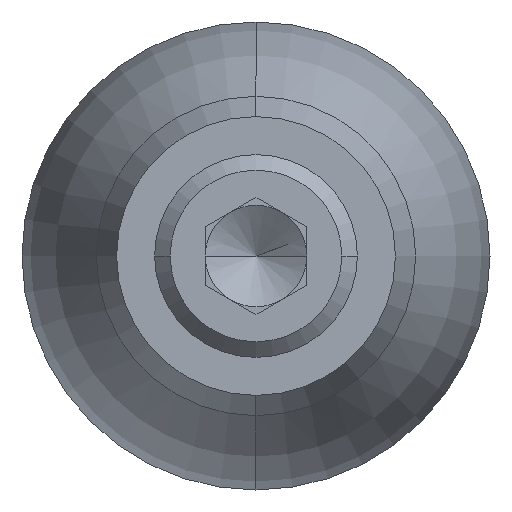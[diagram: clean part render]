
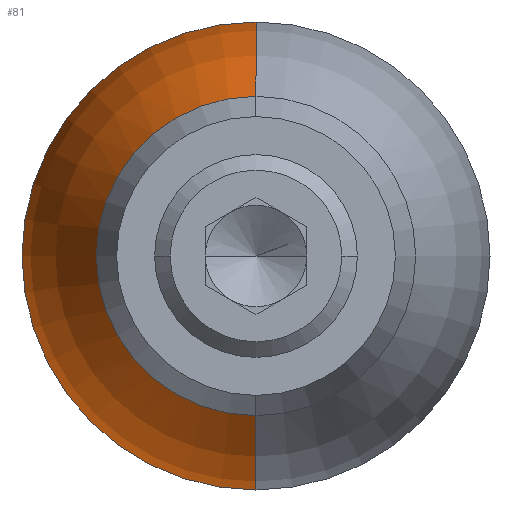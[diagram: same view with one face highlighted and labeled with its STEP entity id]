
A CAD part, left-side view. The second image highlights one B-rep face of the part: STEP entity #81.
In plain terms, the highlighted toroidal (fillet/blend) face has major radius 28.767 mm and minor radius 47.231 mm.
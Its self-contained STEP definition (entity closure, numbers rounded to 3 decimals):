
#81 = ADVANCED_FACE( '', ( #119 ), #120, .T. );
#119 = FACE_OUTER_BOUND( '', #183, .T. );
#120 = TOROIDAL_SURFACE( '', #184, -28.767, 47.231 );
#183 = EDGE_LOOP( '', ( #280, #281, #282, #283, #284, #285 ) );
#184 = AXIS2_PLACEMENT_3D( '', #286, #287, #288 );
#280 = ORIENTED_EDGE( '', *, *, #487, .F. );
#281 = ORIENTED_EDGE( '', *, *, #488, .T. );
#282 = ORIENTED_EDGE( '', *, *, #489, .T. );
#283 = ORIENTED_EDGE( '', *, *, #490, .F. );
#284 = ORIENTED_EDGE( '', *, *, #491, .F. );
#285 = ORIENTED_EDGE( '', *, *, #492, .F. );
#286 = CARTESIAN_POINT( '', ( 75.994, 0., 0. ) );
#287 = DIRECTION( '', ( -1., 0., 0. ) );
#288 = DIRECTION( '', ( 0., 0., 1. ) );
#487 = EDGE_CURVE( '', #572, #569, #573, .T. );
#488 = EDGE_CURVE( '', #572, #574, #575, .T. );
#489 = EDGE_CURVE( '', #574, #576, #577, .T. );
#490 = EDGE_CURVE( '', #567, #576, #578, .T. );
#491 = EDGE_CURVE( '', #579, #567, #580, .T. );
#492 = EDGE_CURVE( '', #569, #579, #581, .T. );
#567 = VERTEX_POINT( '', #684 );
#569 = VERTEX_POINT( '', #686 );
#572 = VERTEX_POINT( '', #689 );
#573 = CIRCLE( '', #690, 47.231 );
#574 = VERTEX_POINT( '', #691 );
#575 = CIRCLE( '', #692, 2.859 );
#576 = VERTEX_POINT( '', #693 );
#577 = CIRCLE( '', #694, 2.859 );
#578 = CIRCLE( '', #695, 47.231 );
#579 = VERTEX_POINT( '', #696 );
#580 = CIRCLE( '', #697, 12.6 );
#581 = CIRCLE( '', #698, 12.6 );
#684 = CARTESIAN_POINT( '', ( 53.2, 0., -12.6 ) );
#686 = CARTESIAN_POINT( '', ( 53.2, 0., 12.6 ) );
#689 = CARTESIAN_POINT( '', ( 111.074, 0., 2.859 ) );
#690 = AXIS2_PLACEMENT_3D( '', #840, #841, #842 );
#691 = CARTESIAN_POINT( '', ( 111.074, 2.859, 0. ) );
#692 = AXIS2_PLACEMENT_3D( '', #843, #844, #845 );
#693 = CARTESIAN_POINT( '', ( 111.074, 0., -2.859 ) );
#694 = AXIS2_PLACEMENT_3D( '', #846, #847, #848 );
#695 = AXIS2_PLACEMENT_3D( '', #849, #850, #851 );
#696 = CARTESIAN_POINT( '', ( 53.2, 12.6, 0. ) );
#697 = AXIS2_PLACEMENT_3D( '', #852, #853, #854 );
#698 = AXIS2_PLACEMENT_3D( '', #855, #856, #857 );
#840 = CARTESIAN_POINT( '', ( 75.994, 0., -28.767 ) );
#841 = DIRECTION( '', ( 0., -1., 0. ) );
#842 = DIRECTION( '', ( 0., 0., 1. ) );
#843 = CARTESIAN_POINT( '', ( 111.074, 0., 0. ) );
#844 = DIRECTION( '', ( -1., 0., 0. ) );
#845 = DIRECTION( '', ( 0., 1., 0. ) );
#846 = CARTESIAN_POINT( '', ( 111.074, 0., 0. ) );
#847 = DIRECTION( '', ( -1., 0., 0. ) );
#848 = DIRECTION( '', ( 0., 1., 0. ) );
#849 = CARTESIAN_POINT( '', ( 75.994, 0., 28.767 ) );
#850 = DIRECTION( '', ( 0., -1., 0. ) );
#851 = DIRECTION( '', ( 0., 0., -1. ) );
#852 = CARTESIAN_POINT( '', ( 53.2, 0., 0. ) );
#853 = DIRECTION( '', ( -1., 0., 0. ) );
#854 = DIRECTION( '', ( 0., 1., 0. ) );
#855 = CARTESIAN_POINT( '', ( 53.2, 0., 0. ) );
#856 = DIRECTION( '', ( -1., 0., 0. ) );
#857 = DIRECTION( '', ( 0., 1., 0. ) );
